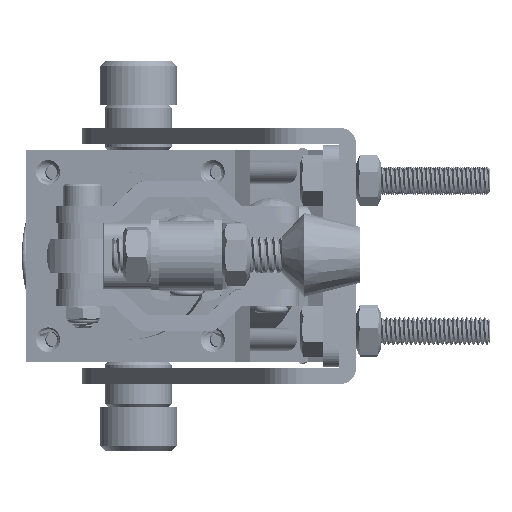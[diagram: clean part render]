
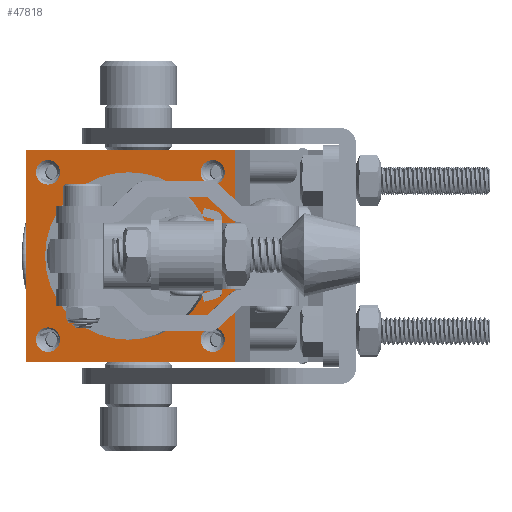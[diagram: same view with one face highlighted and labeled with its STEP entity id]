
A CAD part, left-side view. The second image highlights one B-rep face of the part: STEP entity #47818.
In plain terms, the highlighted face is planar.
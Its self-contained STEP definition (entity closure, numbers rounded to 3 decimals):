
#291 = VERTEX_POINT ( 'NONE', #8948 ) ;
#308 = EDGE_CURVE ( 'NONE', #32295, #13386, #7394, .T. ) ;
#1390 = AXIS2_PLACEMENT_3D ( 'NONE', #19415, #61071, #25393 ) ;
#1978 = ORIENTED_EDGE ( 'NONE', *, *, #308, .T. ) ;
#2249 = DIRECTION ( 'NONE',  ( 1., 0., 0. ) ) ;
#2309 = DIRECTION ( 'NONE',  ( 0., 0., -1. ) ) ;
#2365 = ORIENTED_EDGE ( 'NONE', *, *, #69352, .T. ) ;
#3136 = VERTEX_POINT ( 'NONE', #52949 ) ;
#3280 = LINE ( 'NONE', #48764, #64856 ) ;
#4057 = CARTESIAN_POINT ( 'NONE',  ( -15., 15., 94. ) ) ;
#4976 = CARTESIAN_POINT ( 'NONE',  ( 0., 0., 94. ) ) ;
#5181 = CIRCLE ( 'NONE', #36414, 2.2 ) ;
#5468 = CIRCLE ( 'NONE', #47232, 15. ) ;
#6027 = CARTESIAN_POINT ( 'NONE',  ( 12.8, -15., 94. ) ) ;
#6443 = CIRCLE ( 'NONE', #16201, 2.2 ) ;
#7394 = CIRCLE ( 'NONE', #61074, 2.2 ) ;
#8465 = AXIS2_PLACEMENT_3D ( 'NONE', #8793, #50463, #14766 ) ;
#8622 = EDGE_LOOP ( 'NONE', ( #41110, #76023 ) ) ;
#8793 = CARTESIAN_POINT ( 'NONE',  ( 15., -15., 94. ) ) ;
#8948 = CARTESIAN_POINT ( 'NONE',  ( 15., 0., 94. ) ) ;
#9545 = CARTESIAN_POINT ( 'NONE',  ( 19., -19., 94. ) ) ;
#10074 = DIRECTION ( 'NONE',  ( 1., 0., 0. ) ) ;
#10980 = DIRECTION ( 'NONE',  ( 1., 0., 0. ) ) ;
#11098 = EDGE_LOOP ( 'NONE', ( #52038, #29651 ) ) ;
#12869 = FACE_BOUND ( 'NONE', #11098, .T. ) ;
#13037 = AXIS2_PLACEMENT_3D ( 'NONE', #31925, #73685, #37869 ) ;
#13359 = DIRECTION ( 'NONE',  ( 0., -1., 0. ) ) ;
#13386 = VERTEX_POINT ( 'NONE', #6027 ) ;
#14395 = CARTESIAN_POINT ( 'NONE',  ( -17.2, 15., 94. ) ) ;
#14766 = DIRECTION ( 'NONE',  ( 1., 0., 0. ) ) ;
#15319 = ORIENTED_EDGE ( 'NONE', *, *, #70884, .T. ) ;
#16034 = VERTEX_POINT ( 'NONE', #74733 ) ;
#16201 = AXIS2_PLACEMENT_3D ( 'NONE', #37959, #2309, #43979 ) ;
#16456 = EDGE_CURVE ( 'NONE', #3136, #23393, #56621, .T. ) ;
#17128 = CARTESIAN_POINT ( 'NONE',  ( 19., 19., 94. ) ) ;
#17425 = CIRCLE ( 'NONE', #27681, 2.2 ) ;
#18439 = EDGE_CURVE ( 'NONE', #38803, #55665, #3280, .T. ) ;
#18743 = VERTEX_POINT ( 'NONE', #28916 ) ;
#19415 = CARTESIAN_POINT ( 'NONE',  ( 15., 15., 94. ) ) ;
#19821 = ORIENTED_EDGE ( 'NONE', *, *, #18439, .T. ) ;
#20481 = DIRECTION ( 'NONE',  ( 0., 0., 1. ) ) ;
#20836 = DIRECTION ( 'NONE',  ( 0., 0., 1. ) ) ;
#20997 = EDGE_LOOP ( 'NONE', ( #15319, #72294 ) ) ;
#23211 = DIRECTION ( 'NONE',  ( 1., 0., 0. ) ) ;
#23393 = VERTEX_POINT ( 'NONE', #77116 ) ;
#23995 = DIRECTION ( 'NONE',  ( 0., 0., -1. ) ) ;
#25393 = DIRECTION ( 'NONE',  ( 1., 0., 0. ) ) ;
#25448 = ORIENTED_EDGE ( 'NONE', *, *, #27503, .T. ) ;
#27503 = EDGE_CURVE ( 'NONE', #55665, #29301, #70096, .T. ) ;
#27681 = AXIS2_PLACEMENT_3D ( 'NONE', #59697, #23995, #65742 ) ;
#28034 = DIRECTION ( 'NONE',  ( 0., 0., -1. ) ) ;
#28705 = FACE_BOUND ( 'NONE', #41984, .T. ) ;
#28916 = CARTESIAN_POINT ( 'NONE',  ( -15., 0., 94. ) ) ;
#29012 = EDGE_LOOP ( 'NONE', ( #2365, #73853 ) ) ;
#29301 = VERTEX_POINT ( 'NONE', #9545 ) ;
#29651 = ORIENTED_EDGE ( 'NONE', *, *, #63948, .T. ) ;
#30248 = CARTESIAN_POINT ( 'NONE',  ( -19., 19., 94. ) ) ;
#30596 = LINE ( 'NONE', #69551, #32437 ) ;
#31925 = CARTESIAN_POINT ( 'NONE',  ( -15., -15., 94. ) ) ;
#31940 = CIRCLE ( 'NONE', #47510, 15. ) ;
#32152 = CIRCLE ( 'NONE', #66792, 2.2 ) ;
#32295 = VERTEX_POINT ( 'NONE', #65993 ) ;
#32437 = VECTOR ( 'NONE', #51247, 1000. ) ;
#32637 = EDGE_CURVE ( 'NONE', #29301, #65741, #30596, .T. ) ;
#33057 = PLANE ( 'NONE',  #48799 ) ;
#33811 = EDGE_CURVE ( 'NONE', #66570, #16034, #17425, .T. ) ;
#34370 = CARTESIAN_POINT ( 'NONE',  ( -19., 19., 94. ) ) ;
#35966 = EDGE_CURVE ( 'NONE', #74374, #55887, #32152, .T. ) ;
#36414 = AXIS2_PLACEMENT_3D ( 'NONE', #4057, #45731, #10074 ) ;
#36738 = CARTESIAN_POINT ( 'NONE',  ( -12.8, -15., 94. ) ) ;
#37358 = VECTOR ( 'NONE', #65999, 1000. ) ;
#37869 = DIRECTION ( 'NONE',  ( 1., 0., 0. ) ) ;
#37959 = CARTESIAN_POINT ( 'NONE',  ( 15., 15., 94. ) ) ;
#38803 = VERTEX_POINT ( 'NONE', #34370 ) ;
#40594 = CIRCLE ( 'NONE', #8465, 2.2 ) ;
#41110 = ORIENTED_EDGE ( 'NONE', *, *, #65977, .F. ) ;
#41711 = ORIENTED_EDGE ( 'NONE', *, *, #44744, .T. ) ;
#41984 = EDGE_LOOP ( 'NONE', ( #1978, #73252 ) ) ;
#43707 = FACE_BOUND ( 'NONE', #8622, .T. ) ;
#43979 = DIRECTION ( 'NONE',  ( 1., 0., 0. ) ) ;
#44744 = EDGE_CURVE ( 'NONE', #65741, #38803, #69126, .T. ) ;
#45731 = DIRECTION ( 'NONE',  ( 0., 0., -1. ) ) ;
#46631 = DIRECTION ( 'NONE',  ( 0., 0., 1. ) ) ;
#47232 = AXIS2_PLACEMENT_3D ( 'NONE', #56198, #20481, #62145 ) ;
#47510 = AXIS2_PLACEMENT_3D ( 'NONE', #4976, #46631, #10980 ) ;
#47818 = ADVANCED_FACE ( 'NONE', ( #60431, #12869, #28705, #62268, #58544, #43707 ), #33057, .T. ) ;
#48764 = CARTESIAN_POINT ( 'NONE',  ( -19., 19., 94. ) ) ;
#48799 = AXIS2_PLACEMENT_3D ( 'NONE', #62770, #20836, #74809 ) ;
#49917 = CARTESIAN_POINT ( 'NONE',  ( 15., -15., 94. ) ) ;
#50463 = DIRECTION ( 'NONE',  ( 0., 0., -1. ) ) ;
#50680 = CARTESIAN_POINT ( 'NONE',  ( -17.2, -15., 94. ) ) ;
#51247 = DIRECTION ( 'NONE',  ( 0., 1., 0. ) ) ;
#52038 = ORIENTED_EDGE ( 'NONE', *, *, #16456, .T. ) ;
#52949 = CARTESIAN_POINT ( 'NONE',  ( 17.2, 15., 94. ) ) ;
#53601 = EDGE_CURVE ( 'NONE', #291, #18743, #31940, .T. ) ;
#54247 = VECTOR ( 'NONE', #23211, 1000. ) ;
#55665 = VERTEX_POINT ( 'NONE', #76711 ) ;
#55887 = VERTEX_POINT ( 'NONE', #36738 ) ;
#56198 = CARTESIAN_POINT ( 'NONE',  ( 0., 0., 94. ) ) ;
#56621 = CIRCLE ( 'NONE', #1390, 2.2 ) ;
#58544 = FACE_OUTER_BOUND ( 'NONE', #71871, .T. ) ;
#59697 = CARTESIAN_POINT ( 'NONE',  ( -15., 15., 94. ) ) ;
#60431 = FACE_BOUND ( 'NONE', #29012, .T. ) ;
#61071 = DIRECTION ( 'NONE',  ( 0., 0., -1. ) ) ;
#61074 = AXIS2_PLACEMENT_3D ( 'NONE', #49917, #73714, #2249 ) ;
#62145 = DIRECTION ( 'NONE',  ( 1., 0., 0. ) ) ;
#62268 = FACE_BOUND ( 'NONE', #20997, .T. ) ;
#62770 = CARTESIAN_POINT ( 'NONE',  ( -19., -19., 94. ) ) ;
#63732 = CARTESIAN_POINT ( 'NONE',  ( -15., -15., 94. ) ) ;
#63835 = CIRCLE ( 'NONE', #13037, 2.2 ) ;
#63948 = EDGE_CURVE ( 'NONE', #23393, #3136, #6443, .T. ) ;
#64856 = VECTOR ( 'NONE', #13359, 1000. ) ;
#65741 = VERTEX_POINT ( 'NONE', #17128 ) ;
#65742 = DIRECTION ( 'NONE',  ( 1., 0., 0. ) ) ;
#65977 = EDGE_CURVE ( 'NONE', #18743, #291, #5468, .T. ) ;
#65993 = CARTESIAN_POINT ( 'NONE',  ( 17.2, -15., 94. ) ) ;
#65999 = DIRECTION ( 'NONE',  ( -1., 0., 0. ) ) ;
#66570 = VERTEX_POINT ( 'NONE', #14395 ) ;
#66792 = AXIS2_PLACEMENT_3D ( 'NONE', #63732, #28034, #69759 ) ;
#69122 = EDGE_CURVE ( 'NONE', #13386, #32295, #40594, .T. ) ;
#69126 = LINE ( 'NONE', #30248, #37358 ) ;
#69352 = EDGE_CURVE ( 'NONE', #16034, #66570, #5181, .T. ) ;
#69551 = CARTESIAN_POINT ( 'NONE',  ( 19., 19., 94. ) ) ;
#69759 = DIRECTION ( 'NONE',  ( 1., 0., 0. ) ) ;
#70096 = LINE ( 'NONE', #70692, #54247 ) ;
#70692 = CARTESIAN_POINT ( 'NONE',  ( -19., -19., 94. ) ) ;
#70884 = EDGE_CURVE ( 'NONE', #55887, #74374, #63835, .T. ) ;
#71871 = EDGE_LOOP ( 'NONE', ( #19821, #25448, #72468, #41711 ) ) ;
#72294 = ORIENTED_EDGE ( 'NONE', *, *, #35966, .T. ) ;
#72468 = ORIENTED_EDGE ( 'NONE', *, *, #32637, .T. ) ;
#73252 = ORIENTED_EDGE ( 'NONE', *, *, #69122, .T. ) ;
#73685 = DIRECTION ( 'NONE',  ( 0., 0., -1. ) ) ;
#73714 = DIRECTION ( 'NONE',  ( 0., 0., -1. ) ) ;
#73853 = ORIENTED_EDGE ( 'NONE', *, *, #33811, .T. ) ;
#74374 = VERTEX_POINT ( 'NONE', #50680 ) ;
#74733 = CARTESIAN_POINT ( 'NONE',  ( -12.8, 15., 94. ) ) ;
#74809 = DIRECTION ( 'NONE',  ( 1., 0., 0. ) ) ;
#76023 = ORIENTED_EDGE ( 'NONE', *, *, #53601, .F. ) ;
#76711 = CARTESIAN_POINT ( 'NONE',  ( -19., -19., 94. ) ) ;
#77116 = CARTESIAN_POINT ( 'NONE',  ( 12.8, 15., 94. ) ) ;
